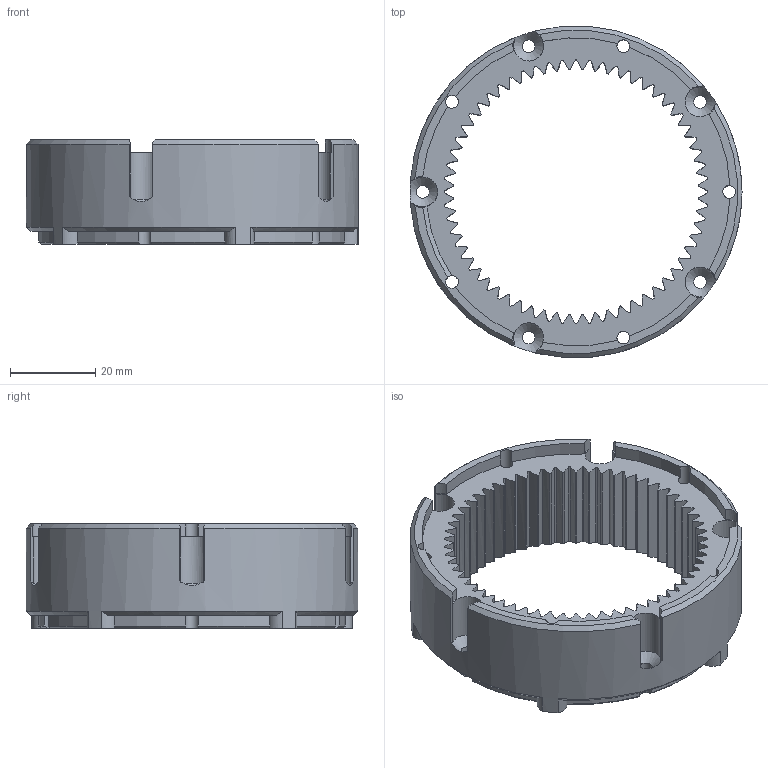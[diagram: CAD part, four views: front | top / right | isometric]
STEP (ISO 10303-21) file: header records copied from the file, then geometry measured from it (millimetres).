
FILE_DESCRIPTION(/* description */ (''),/* implementation_level */ '2;1');
FILE_NAME(/* name */ 'Outer_Ring_gear.step',/* time_stamp */ '2022-07-19T20:24:52-04:00',/* author */ (''),/* organization */ (''),/* preprocessor_version */ 'ST-DEVELOPER v19',/* originating_system */ 'Autodesk Translation Framework v11.7.0.108',/* authorisation */ '');
FILE_SCHEMA (('AUTOMOTIVE_DESIGN { 1 0 10303 214 3 1 1 }'));
Length unit declared in the file: millimetre
Products named in the file (1): FusionComponent
Bounding box: 78 x 77.83 x 24.5 mm (x, y, z)
Volume: 38323.1 mm3; surface area: 19467.7 mm2
Topology: 1 solids, 1 shells, 404 faces, 1256 edges, 839 vertices
Faces by surface type: cylinder 176, bspline 120, cone 86, plane 22
Full cylindrical faces by diameter (mm): 3 x10, 78 x1
Entity records: 18292 total; most frequent: CARTESIAN_POINT 7821, ORIENTED_EDGE 2512, DIRECTION 1854, EDGE_CURVE 1256, VERTEX_POINT 839, AXIS2_PLACEMENT_3D 754, CIRCLE 469, B_SPLINE_CURVE_WITH_KNOTS 421
